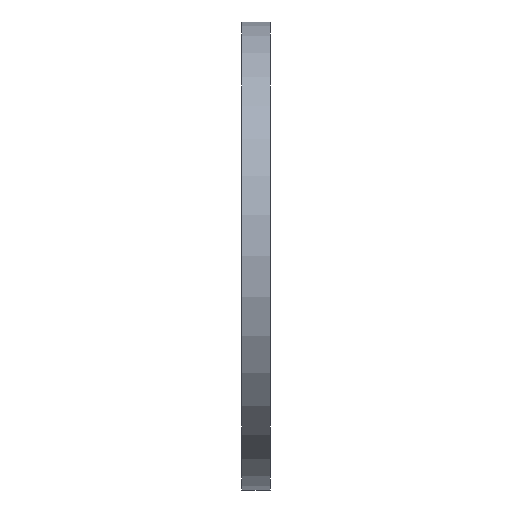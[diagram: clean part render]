
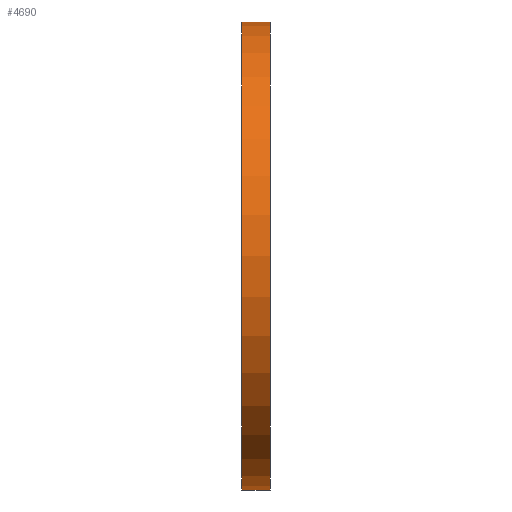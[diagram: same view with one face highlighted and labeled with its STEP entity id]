
A CAD part, left-side view. The second image highlights one B-rep face of the part: STEP entity #4690.
In plain terms, the highlighted cylindrical face has radius 12.5 mm (diameter 25 mm), a partial arc.
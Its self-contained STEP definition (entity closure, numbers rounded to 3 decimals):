
#62 = DIRECTION ( 'NONE',  ( 0., -1., 0. ) ) ;
#435 = EDGE_CURVE ( 'NONE', #9461, #2174, #9798, .T. ) ;
#635 = CIRCLE ( 'NONE', #6923, 12.5 ) ;
#1005 = VERTEX_POINT ( 'NONE', #6875 ) ;
#1154 = EDGE_CURVE ( 'NONE', #2174, #1005, #13291, .T. ) ;
#1765 = CARTESIAN_POINT ( 'NONE',  ( 0., 1.5, -12.5 ) ) ;
#1820 = EDGE_LOOP ( 'NONE', ( #12616, #7432, #11578, #11440 ) ) ;
#2174 = VERTEX_POINT ( 'NONE', #5825 ) ;
#3736 = CYLINDRICAL_SURFACE ( 'NONE', #4094, 12.5 ) ;
#4094 = AXIS2_PLACEMENT_3D ( 'NONE', #4158, #8570, #6474 ) ;
#4158 = CARTESIAN_POINT ( 'NONE',  ( 0., 1.5, 0. ) ) ;
#4189 = LINE ( 'NONE', #14083, #8251 ) ;
#4519 = VECTOR ( 'NONE', #11462, 1000. ) ;
#4690 = ADVANCED_FACE ( 'NONE', ( #12091 ), #3736, .T. ) ;
#5825 = CARTESIAN_POINT ( 'NONE',  ( 0., 0., -12.5 ) ) ;
#6474 = DIRECTION ( 'NONE',  ( 0., 0., -1. ) ) ;
#6875 = CARTESIAN_POINT ( 'NONE',  ( 0., 0., 12.5 ) ) ;
#6923 = AXIS2_PLACEMENT_3D ( 'NONE', #12809, #14038, #11717 ) ;
#7432 = ORIENTED_EDGE ( 'NONE', *, *, #10421, .F. ) ;
#7811 = DIRECTION ( 'NONE',  ( 0., 0., 1. ) ) ;
#8251 = VECTOR ( 'NONE', #62, 1000. ) ;
#8570 = DIRECTION ( 'NONE',  ( 0., -1., 0. ) ) ;
#8995 = CARTESIAN_POINT ( 'NONE',  ( 0., 0., 0. ) ) ;
#9461 = VERTEX_POINT ( 'NONE', #12487 ) ;
#9798 = LINE ( 'NONE', #1765, #4519 ) ;
#10199 = DIRECTION ( 'NONE',  ( 0., 1., 0. ) ) ;
#10421 = EDGE_CURVE ( 'NONE', #9461, #13007, #635, .T. ) ;
#11440 = ORIENTED_EDGE ( 'NONE', *, *, #1154, .T. ) ;
#11462 = DIRECTION ( 'NONE',  ( 0., -1., 0. ) ) ;
#11578 = ORIENTED_EDGE ( 'NONE', *, *, #435, .T. ) ;
#11717 = DIRECTION ( 'NONE',  ( 0., 0., 1. ) ) ;
#11892 = EDGE_CURVE ( 'NONE', #13007, #1005, #4189, .T. ) ;
#12091 = FACE_OUTER_BOUND ( 'NONE', #1820, .T. ) ;
#12397 = CARTESIAN_POINT ( 'NONE',  ( 0., 1.5, 12.5 ) ) ;
#12487 = CARTESIAN_POINT ( 'NONE',  ( 0., 1.5, -12.5 ) ) ;
#12616 = ORIENTED_EDGE ( 'NONE', *, *, #11892, .F. ) ;
#12809 = CARTESIAN_POINT ( 'NONE',  ( 0., 1.5, 0. ) ) ;
#13007 = VERTEX_POINT ( 'NONE', #12397 ) ;
#13291 = CIRCLE ( 'NONE', #13496, 12.5 ) ;
#13496 = AXIS2_PLACEMENT_3D ( 'NONE', #8995, #10199, #7811 ) ;
#14038 = DIRECTION ( 'NONE',  ( 0., 1., 0. ) ) ;
#14083 = CARTESIAN_POINT ( 'NONE',  ( 0., 1.5, 12.5 ) ) ;
